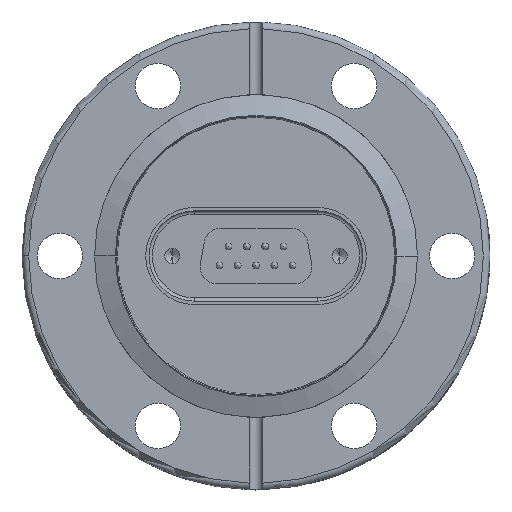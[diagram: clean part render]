
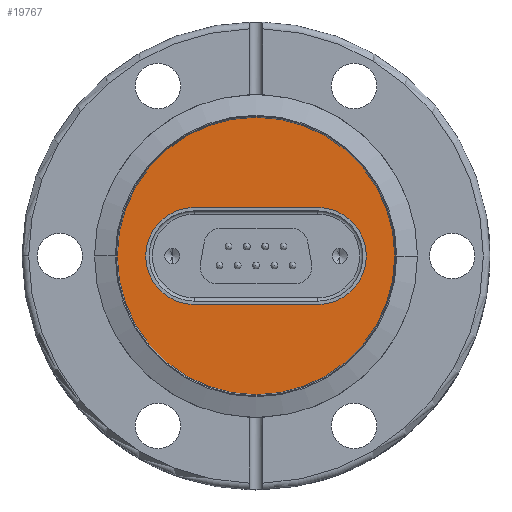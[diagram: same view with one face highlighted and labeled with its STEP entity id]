
A CAD part, front view. The second image highlights one B-rep face of the part: STEP entity #19767.
In plain terms, the highlighted face is planar.
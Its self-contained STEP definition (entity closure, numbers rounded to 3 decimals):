
#2684 = VERTEX_POINT ( 'NONE', #10040 ) ;
#3031 = DIRECTION ( 'NONE',  ( 0., -1., 0. ) ) ;
#3317 = CIRCLE ( 'NONE', #23199, 7.25 ) ;
#3507 = EDGE_CURVE ( 'NONE', #15166, #8161, #20200, .T. ) ;
#3572 = CARTESIAN_POINT ( 'NONE',  ( 7.25, -1.2, -9.25 ) ) ;
#3718 = CARTESIAN_POINT ( 'NONE',  ( 0., -1.2, 9.25 ) ) ;
#3737 = FACE_BOUND ( 'NONE', #12150, .T. ) ;
#3922 = CARTESIAN_POINT ( 'NONE',  ( 20.75, -1.2, 0. ) ) ;
#4338 = ORIENTED_EDGE ( 'NONE', *, *, #3507, .F. ) ;
#4341 = ORIENTED_EDGE ( 'NONE', *, *, #12208, .F. ) ;
#6326 = DIRECTION ( 'NONE',  ( 0., 1., 0. ) ) ;
#6909 = AXIS2_PLACEMENT_3D ( 'NONE', #28418, #18182, #15249 ) ;
#7313 = CARTESIAN_POINT ( 'NONE',  ( -7.25, -1.2, 9.25 ) ) ;
#7899 = EDGE_CURVE ( 'NONE', #8664, #2684, #21843, .T. ) ;
#8161 = VERTEX_POINT ( 'NONE', #29529 ) ;
#8664 = VERTEX_POINT ( 'NONE', #13907 ) ;
#8938 = FACE_OUTER_BOUND ( 'NONE', #26704, .T. ) ;
#9081 = DIRECTION ( 'NONE',  ( 0., 0., 1. ) ) ;
#10040 = CARTESIAN_POINT ( 'NONE',  ( 0., -1.2, -20.75 ) ) ;
#10263 = CARTESIAN_POINT ( 'NONE',  ( 7.25, -1.2, -9.25 ) ) ;
#10463 = DIRECTION ( 'NONE',  ( 0., 0., -1. ) ) ;
#11154 = CIRCLE ( 'NONE', #22210, 7.25 ) ;
#11579 = DIRECTION ( 'NONE',  ( 0., 0., 1. ) ) ;
#12150 = EDGE_LOOP ( 'NONE', ( #12761, #4341, #4338, #14579, #34032 ) ) ;
#12208 = EDGE_CURVE ( 'NONE', #8161, #19804, #23265, .T. ) ;
#12582 = CARTESIAN_POINT ( 'NONE',  ( -7.25, -1.2, -9.25 ) ) ;
#12761 = ORIENTED_EDGE ( 'NONE', *, *, #23067, .F. ) ;
#13210 = AXIS2_PLACEMENT_3D ( 'NONE', #18615, #3031, #10463 ) ;
#13228 = ORIENTED_EDGE ( 'NONE', *, *, #21364, .F. ) ;
#13907 = CARTESIAN_POINT ( 'NONE',  ( 0., -1.2, 20.75 ) ) ;
#14579 = ORIENTED_EDGE ( 'NONE', *, *, #15433, .F. ) ;
#15166 = VERTEX_POINT ( 'NONE', #22967 ) ;
#15208 = DIRECTION ( 'NONE',  ( 0., 1., 0. ) ) ;
#15249 = DIRECTION ( 'NONE',  ( 0., 0., -1. ) ) ;
#15433 = EDGE_CURVE ( 'NONE', #16995, #15166, #11154, .T. ) ;
#16573 = DIRECTION ( 'NONE',  ( 0., 0., -1. ) ) ;
#16995 = VERTEX_POINT ( 'NONE', #7313 ) ;
#17907 = DIRECTION ( 'NONE',  ( 0., 0., -1. ) ) ;
#18182 = DIRECTION ( 'NONE',  ( 0., -1., 0. ) ) ;
#18210 = VECTOR ( 'NONE', #30999, 1000. ) ;
#18506 = EDGE_CURVE ( 'NONE', #30626, #16995, #23366, .T. ) ;
#18615 = CARTESIAN_POINT ( 'NONE',  ( 0., -1.2, 0. ) ) ;
#19767 = ADVANCED_FACE ( 'NONE', ( #8938, #3737 ), #32839, .F. ) ;
#19804 = VERTEX_POINT ( 'NONE', #3572 ) ;
#20200 = CIRCLE ( 'NONE', #21856, 7.25 ) ;
#20736 = CARTESIAN_POINT ( 'NONE',  ( 0., -1.2, -9.25 ) ) ;
#21364 = EDGE_CURVE ( 'NONE', #2684, #8664, #28152, .T. ) ;
#21843 = CIRCLE ( 'NONE', #6909, 20.75 ) ;
#21856 = AXIS2_PLACEMENT_3D ( 'NONE', #24576, #32391, #11579 ) ;
#21920 = ORIENTED_EDGE ( 'NONE', *, *, #7899, .F. ) ;
#22210 = AXIS2_PLACEMENT_3D ( 'NONE', #3718, #6326, #9081 ) ;
#22967 = CARTESIAN_POINT ( 'NONE',  ( 0., -1.2, 16.5 ) ) ;
#23067 = EDGE_CURVE ( 'NONE', #19804, #30626, #3317, .T. ) ;
#23199 = AXIS2_PLACEMENT_3D ( 'NONE', #20736, #15208, #26278 ) ;
#23265 = LINE ( 'NONE', #10263, #32107 ) ;
#23366 = LINE ( 'NONE', #33944, #18210 ) ;
#24242 = AXIS2_PLACEMENT_3D ( 'NONE', #3922, #24862, #16573 ) ;
#24576 = CARTESIAN_POINT ( 'NONE',  ( 0., -1.2, 9.25 ) ) ;
#24862 = DIRECTION ( 'NONE',  ( 0., -1., 0. ) ) ;
#26278 = DIRECTION ( 'NONE',  ( 0., 0., 1. ) ) ;
#26704 = EDGE_LOOP ( 'NONE', ( #21920, #13228 ) ) ;
#28152 = CIRCLE ( 'NONE', #13210, 20.75 ) ;
#28418 = CARTESIAN_POINT ( 'NONE',  ( 0., -1.2, 0. ) ) ;
#29529 = CARTESIAN_POINT ( 'NONE',  ( 7.25, -1.2, 9.25 ) ) ;
#30626 = VERTEX_POINT ( 'NONE', #12582 ) ;
#30999 = DIRECTION ( 'NONE',  ( 0., 0., 1. ) ) ;
#32107 = VECTOR ( 'NONE', #17907, 1000. ) ;
#32391 = DIRECTION ( 'NONE',  ( 0., 1., 0. ) ) ;
#32839 = PLANE ( 'NONE',  #24242 ) ;
#33944 = CARTESIAN_POINT ( 'NONE',  ( -7.25, -1.2, -9.25 ) ) ;
#34032 = ORIENTED_EDGE ( 'NONE', *, *, #18506, .F. ) ;
